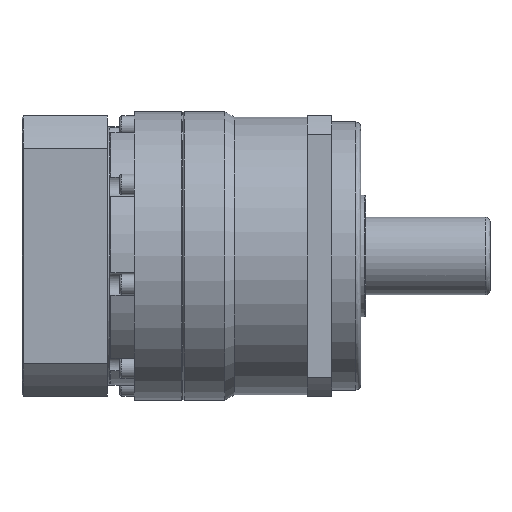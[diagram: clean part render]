
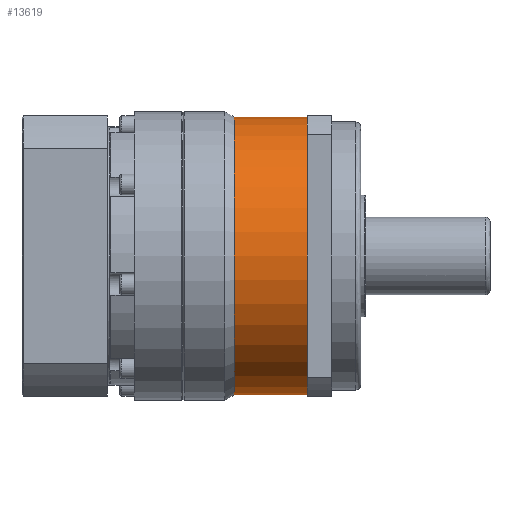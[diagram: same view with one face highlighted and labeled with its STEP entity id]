
A CAD part, front view. The second image highlights one B-rep face of the part: STEP entity #13619.
In plain terms, the highlighted cylindrical face has radius 57 mm (diameter 114 mm), a partial arc.
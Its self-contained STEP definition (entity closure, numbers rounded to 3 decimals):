
#369 = CARTESIAN_POINT ( 'NONE',  ( -105., 0., 57. ) ) ;
#1411 = DIRECTION ( 'NONE',  ( -1., 0., 0. ) ) ;
#1916 = CYLINDRICAL_SURFACE ( 'NONE', #12213, 57. ) ;
#1998 = AXIS2_PLACEMENT_3D ( 'NONE', #11793, #1411, #13526 ) ;
#2974 = LINE ( 'NONE', #5887, #16222 ) ;
#2996 = VERTEX_POINT ( 'NONE', #21770 ) ;
#3181 = VERTEX_POINT ( 'NONE', #10490 ) ;
#3228 = DIRECTION ( 'NONE',  ( 0., 0., 1. ) ) ;
#4545 = ORIENTED_EDGE ( 'NONE', *, *, #17065, .F. ) ;
#5294 = EDGE_LOOP ( 'NONE', ( #4545, #7493, #7291, #20178 ) ) ;
#5887 = CARTESIAN_POINT ( 'NONE',  ( -90., 0., -57. ) ) ;
#6693 = CARTESIAN_POINT ( 'NONE',  ( -105., 0., 0. ) ) ;
#7291 = ORIENTED_EDGE ( 'NONE', *, *, #19087, .T. ) ;
#7493 = ORIENTED_EDGE ( 'NONE', *, *, #19883, .T. ) ;
#7617 = CARTESIAN_POINT ( 'NONE',  ( -90., 0., 57. ) ) ;
#7662 = DIRECTION ( 'NONE',  ( -1., 0., 0. ) ) ;
#8176 = FACE_OUTER_BOUND ( 'NONE', #5294, .T. ) ;
#8464 = DIRECTION ( 'NONE',  ( 0., 0., 1. ) ) ;
#8889 = VERTEX_POINT ( 'NONE', #369 ) ;
#9013 = CIRCLE ( 'NONE', #1998, 57. ) ;
#9889 = CIRCLE ( 'NONE', #18612, 57. ) ;
#10490 = CARTESIAN_POINT ( 'NONE',  ( -75., 0., -57. ) ) ;
#11793 = CARTESIAN_POINT ( 'NONE',  ( -75., 0., 0. ) ) ;
#12213 = AXIS2_PLACEMENT_3D ( 'NONE', #15246, #15176, #3228 ) ;
#12900 = VERTEX_POINT ( 'NONE', #19409 ) ;
#13417 = LINE ( 'NONE', #7617, #13954 ) ;
#13526 = DIRECTION ( 'NONE',  ( 0., 0., 1. ) ) ;
#13619 = ADVANCED_FACE ( 'NONE', ( #8176 ), #1916, .T. ) ;
#13954 = VECTOR ( 'NONE', #16216, 1000. ) ;
#15176 = DIRECTION ( 'NONE',  ( -1., 0., 0. ) ) ;
#15246 = CARTESIAN_POINT ( 'NONE',  ( -90., 0., 0. ) ) ;
#15394 = EDGE_CURVE ( 'NONE', #8889, #2996, #9889, .T. ) ;
#16216 = DIRECTION ( 'NONE',  ( -1., 0., 0. ) ) ;
#16222 = VECTOR ( 'NONE', #7662, 1000. ) ;
#17065 = EDGE_CURVE ( 'NONE', #3181, #2996, #2974, .T. ) ;
#18612 = AXIS2_PLACEMENT_3D ( 'NONE', #6693, #18777, #8464 ) ;
#18777 = DIRECTION ( 'NONE',  ( 1., 0., 0. ) ) ;
#19087 = EDGE_CURVE ( 'NONE', #12900, #8889, #13417, .T. ) ;
#19409 = CARTESIAN_POINT ( 'NONE',  ( -75., 0., 57. ) ) ;
#19883 = EDGE_CURVE ( 'NONE', #3181, #12900, #9013, .T. ) ;
#20178 = ORIENTED_EDGE ( 'NONE', *, *, #15394, .T. ) ;
#21770 = CARTESIAN_POINT ( 'NONE',  ( -105., 0., -57. ) ) ;
